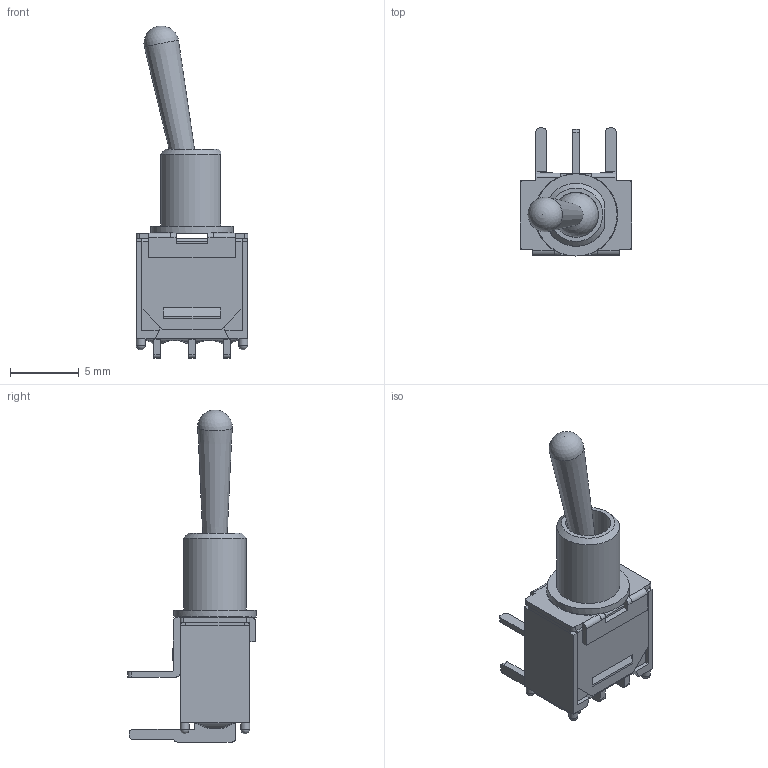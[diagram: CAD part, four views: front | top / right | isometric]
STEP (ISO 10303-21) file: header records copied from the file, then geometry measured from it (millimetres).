
FILE_DESCRIPTION(/* description */ (''),/* implementation_level */ '2;1');
FILE_NAME(/* name */ '200MSPxT1B1M6xE.stp',/* time_stamp */ '2025-04-28T16:29:54-05:00',/* author */ ('mroman'),/* organization */ (''),/* preprocessor_version */ 'ST-DEVELOPER v18.1',/* originating_system */ 'Autodesk Inventor 2022',/* authorisation */ '');
FILE_SCHEMA (('AUTOMOTIVE_DESIGN { 1 0 10303 214 3 1 1 }'));
Length unit declared in the file: inch
Products named in the file (1): 200MSPxT1B1M6xE
Bounding box: 8.13 x 9.35 x 24.22 mm (x, y, z)
Volume: 311.3 mm3; surface area: 1047.5 mm2
Topology: 1 solids, 2 shells, 220 faces, 637 edges, 407 vertices
Faces by surface type: plane 147, cylinder 47, bspline 14, sphere 6, cone 4, torus 2
Full cylindrical faces by diameter (mm): 0.65 x4, 3.3 x1, 6 x1
Entity records: 7693 total; most frequent: CARTESIAN_POINT 1906, ORIENTED_EDGE 1262, DIRECTION 1124, EDGE_CURVE 631, LINE 448, VECTOR 448, VERTEX_POINT 407, AXIS2_PLACEMENT_3D 338
